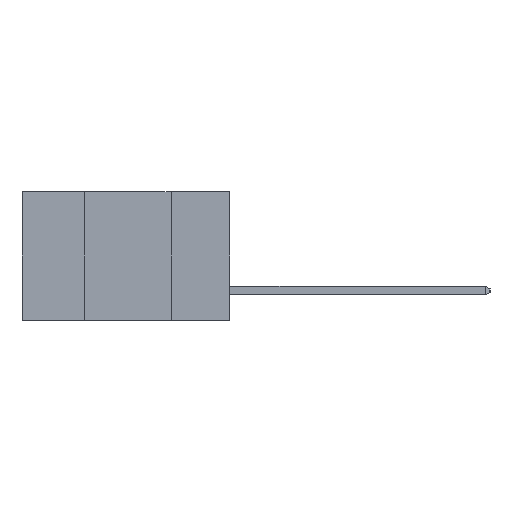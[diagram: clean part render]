
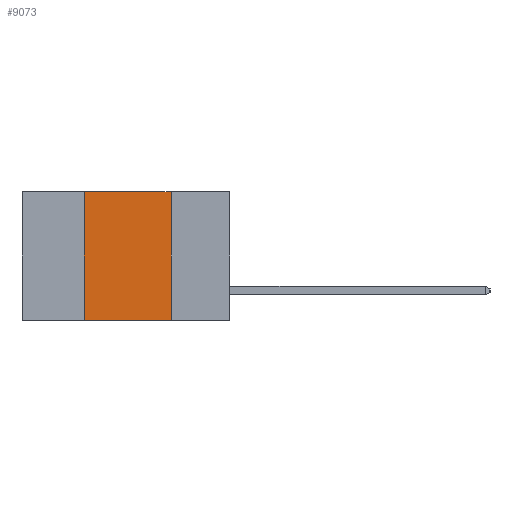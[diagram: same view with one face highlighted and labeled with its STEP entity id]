
A CAD part, left-side view. The second image highlights one B-rep face of the part: STEP entity #9073.
In plain terms, the highlighted planar face has unit normal (-1, 0, 0).
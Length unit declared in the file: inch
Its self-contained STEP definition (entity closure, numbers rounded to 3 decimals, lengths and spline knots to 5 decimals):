
#70 = AXIS2_PLACEMENT_3D ( 'NONE', #8975, #10111, #3311 ) ;
#633 = VECTOR ( 'NONE', #9910, 39.37008 ) ;
#655 = VERTEX_POINT ( 'NONE', #2582 ) ;
#689 = CARTESIAN_POINT ( 'NONE',  ( 0., 0.42, 0. ) ) ;
#781 = VERTEX_POINT ( 'NONE', #14187 ) ;
#942 = VERTEX_POINT ( 'NONE', #6633 ) ;
#971 = PLANE ( 'NONE',  #70 ) ;
#2541 = EDGE_CURVE ( 'NONE', #655, #942, #12022, .T. ) ;
#2582 = CARTESIAN_POINT ( 'NONE',  ( 0., 0.42, 0. ) ) ;
#2756 = CARTESIAN_POINT ( 'NONE',  ( 0., 0.42, -0.37 ) ) ;
#2818 = EDGE_CURVE ( 'NONE', #942, #781, #11854, .T. ) ;
#3311 = DIRECTION ( 'NONE',  ( 0., 0., -1. ) ) ;
#3739 = CARTESIAN_POINT ( 'NONE',  ( 0., 0.17, 0. ) ) ;
#3813 = ORIENTED_EDGE ( 'NONE', *, *, #2818, .F. ) ;
#3826 = LINE ( 'NONE', #689, #6927 ) ;
#5495 = LINE ( 'NONE', #13214, #8125 ) ;
#6633 = CARTESIAN_POINT ( 'NONE',  ( 0., 0.17, 0. ) ) ;
#6927 = VECTOR ( 'NONE', #8725, 39.37008 ) ;
#7774 = DIRECTION ( 'NONE',  ( 0., -1., 0. ) ) ;
#8125 = VECTOR ( 'NONE', #7774, 39.37008 ) ;
#8350 = EDGE_CURVE ( 'NONE', #11305, #781, #5495, .T. ) ;
#8725 = DIRECTION ( 'NONE',  ( 0., 0., 1. ) ) ;
#8975 = CARTESIAN_POINT ( 'NONE',  ( 0., 0.6, 0. ) ) ;
#9073 = ADVANCED_FACE ( 'NONE', ( #13062 ), #971, .F. ) ;
#9721 = DIRECTION ( 'NONE',  ( 0., 0., -1. ) ) ;
#9821 = ORIENTED_EDGE ( 'NONE', *, *, #2541, .F. ) ;
#9910 = DIRECTION ( 'NONE',  ( 0., -1., 0. ) ) ;
#9928 = CARTESIAN_POINT ( 'NONE',  ( 0., 0.6, 0. ) ) ;
#10111 = DIRECTION ( 'NONE',  ( 1., 0., 0. ) ) ;
#10179 = ORIENTED_EDGE ( 'NONE', *, *, #8350, .T. ) ;
#11189 = VECTOR ( 'NONE', #9721, 39.37008 ) ;
#11305 = VERTEX_POINT ( 'NONE', #2756 ) ;
#11854 = LINE ( 'NONE', #3739, #11189 ) ;
#12022 = LINE ( 'NONE', #9928, #633 ) ;
#12069 = EDGE_CURVE ( 'NONE', #11305, #655, #3826, .T. ) ;
#12707 = EDGE_LOOP ( 'NONE', ( #3813, #9821, #12728, #10179 ) ) ;
#12728 = ORIENTED_EDGE ( 'NONE', *, *, #12069, .F. ) ;
#13062 = FACE_OUTER_BOUND ( 'NONE', #12707, .T. ) ;
#13214 = CARTESIAN_POINT ( 'NONE',  ( 0., 0.6, -0.37 ) ) ;
#14187 = CARTESIAN_POINT ( 'NONE',  ( 0., 0.17, -0.37 ) ) ;
